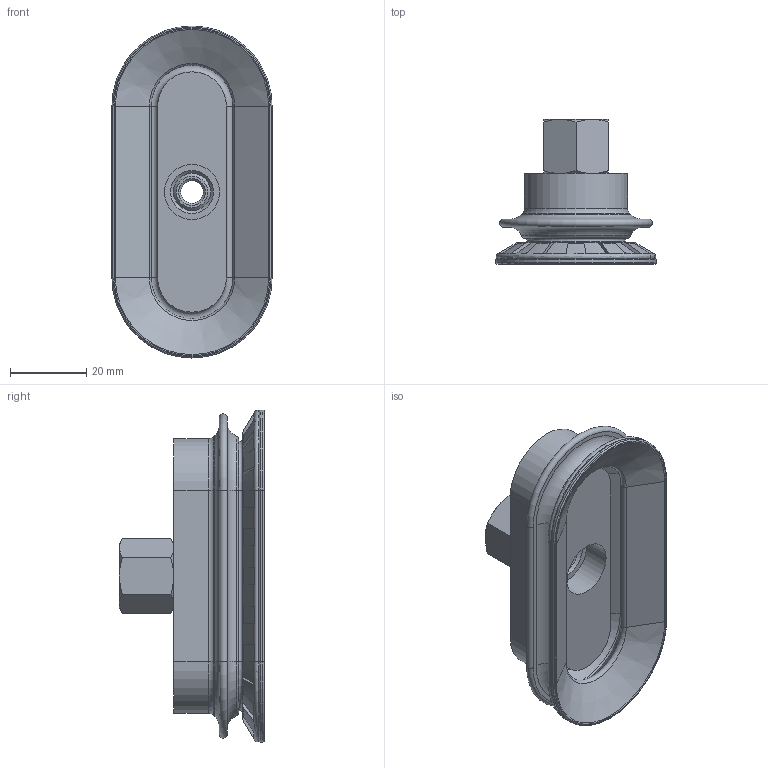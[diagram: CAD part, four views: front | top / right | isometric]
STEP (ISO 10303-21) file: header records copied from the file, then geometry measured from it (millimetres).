
FILE_DESCRIPTION(/* description */ ('STEP AP214'),/* implementation_level */ '2;1');
FILE_NAME(/* name */ '8073866_OGVM-40X85-AV-N-G14F',/* time_stamp */ '2024-09-13T10:28:04+02:00',/* author */ ('License CC BY-ND 4.0'),/* organization */ ('CADENAS'),/* preprocessor_version */ 'ST-DEVELOPER v19.3',/* originating_system */ 'PARTsolutions',/* authorisation */ ' ');
FILE_SCHEMA (('AUTOMOTIVE_DESIGN {1 0 10303 214 3 1 1}'));
Length unit declared in the file: millimetre
Products named in the file (1): 8073866 OGVM-40x85-AV-N-G14F---(high)
Bounding box: 42 x 38.02 x 87 mm (x, y, z)
Volume: 32262.2 mm3; surface area: 17418.4 mm2
Topology: 1 solids, 1 shells, 244 faces, 597 edges, 365 vertices
Faces by surface type: plane 118, cylinder 50, cone 40, torus 36
Full cylindrical faces by diameter (mm): 4 x2, 6 x3, 9.73 x1, 11.445 x1, 14.5 x1
Entity records: 7144 total; most frequent: DIRECTION 1296, CARTESIAN_POINT 1295, ORIENTED_EDGE 1168, EDGE_CURVE 584, AXIS2_PLACEMENT_3D 501, VERTEX_POINT 364, LINE 294, VECTOR 294
